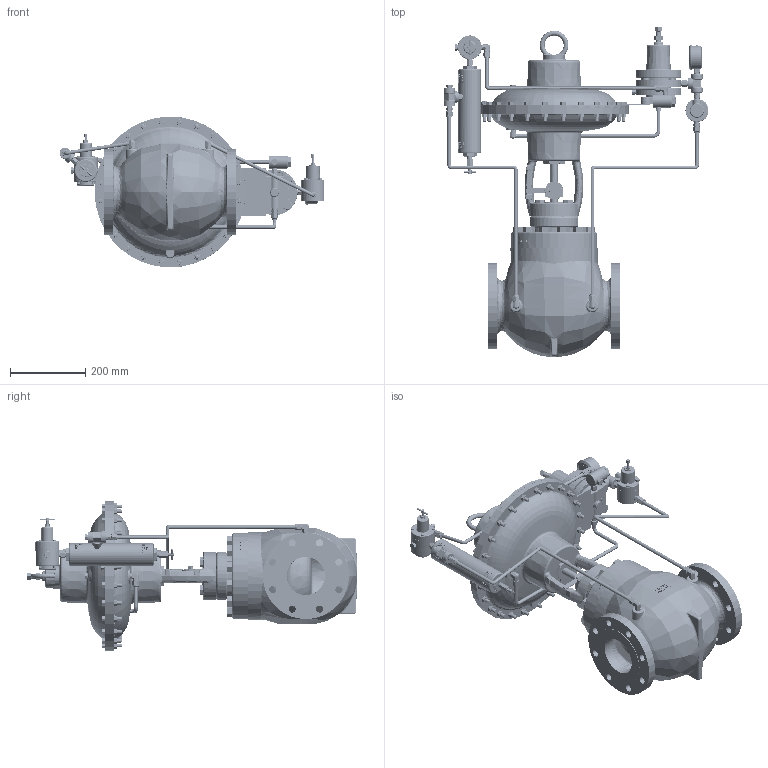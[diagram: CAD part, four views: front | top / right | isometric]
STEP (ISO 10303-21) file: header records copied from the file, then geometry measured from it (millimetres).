
FILE_DESCRIPTION (( 'STEP AP214' ), '1' );
FILE_NAME ('CVC4150RF30-HPPR.STEP', '2025-01-15T00:58:55', ( 'Windows User' ), ( '' ), 'SwSTEP 2.0', 'SolidWorks 2024', '' );
FILE_SCHEMA (( 'AUTOMOTIVE_DESIGN' ));
Length unit declared in the file: inch
Products named in the file (1): CVC4150RF30-HPPR
Bounding box: 704.02 x 878.49 x 400.84 mm (x, y, z)
Volume: 23553561.6 mm3; surface area: 1903961.7 mm2
Topology: 1 solids, 7 shells, 8152 faces, 20967 edges, 13183 vertices
Faces by surface type: plane 3194, bspline 2509, cone 1141, cylinder 847, torus 380, sphere 81
Entity records: 438308 total; most frequent: CARTESIAN_POINT 262290, ORIENTED_EDGE 41668, DIRECTION 28275, EDGE_CURVE 20834, VERTEX_POINT 13183, AXIS2_PLACEMENT_3D 9833, EDGE_LOOP 8727, VECTOR 8609
